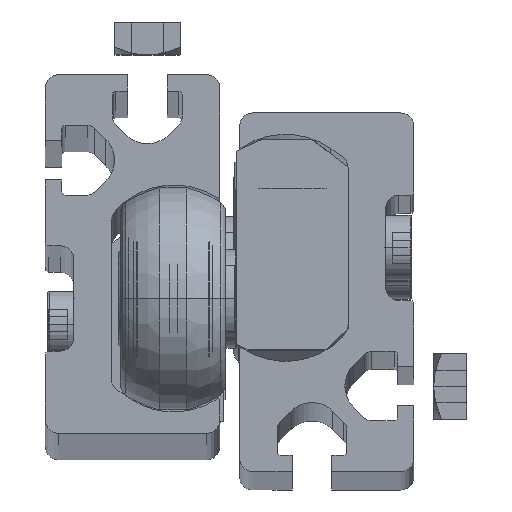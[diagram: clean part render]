
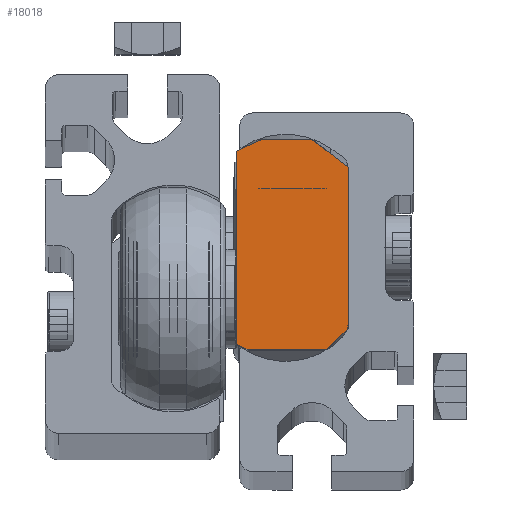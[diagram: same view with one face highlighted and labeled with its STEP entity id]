
A CAD part, top view. The second image highlights one B-rep face of the part: STEP entity #18018.
In plain terms, the highlighted face is planar.
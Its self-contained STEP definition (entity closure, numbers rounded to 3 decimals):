
#66 = CARTESIAN_POINT ( 'NONE',  ( -19., 14.681, -8.5 ) ) ;
#234 = CARTESIAN_POINT ( 'NONE',  ( -19., 12.203, 8.5 ) ) ;
#549 = EDGE_CURVE ( 'NONE', #4648, #5643, #14431, .T. ) ;
#819 = VECTOR ( 'NONE', #1653, 1000. ) ;
#883 = EDGE_CURVE ( 'NONE', #9908, #3102, #16728, .T. ) ;
#1651 = VECTOR ( 'NONE', #2394, 1000. ) ;
#1653 = DIRECTION ( 'NONE',  ( 0., 1., 0. ) ) ;
#1804 = PLANE ( 'NONE',  #19339 ) ;
#1902 = DIRECTION ( 'NONE',  ( -1., 0., 0. ) ) ;
#2089 = CARTESIAN_POINT ( 'NONE',  ( -19., 16.5, 3. ) ) ;
#2233 = ORIENTED_EDGE ( 'NONE', *, *, #20291, .T. ) ;
#2394 = DIRECTION ( 'NONE',  ( 0., 0., -1. ) ) ;
#2395 = EDGE_LOOP ( 'NONE', ( #19063, #16210, #12954, #2233, #2638, #7528, #11354, #16749 ) ) ;
#2578 = DIRECTION ( 'NONE',  ( 0., 0., 1. ) ) ;
#2638 = ORIENTED_EDGE ( 'NONE', *, *, #4482, .T. ) ;
#3102 = VERTEX_POINT ( 'NONE', #2089 ) ;
#3949 = CARTESIAN_POINT ( 'NONE',  ( -19., -15.5, 5.2 ) ) ;
#4150 = CARTESIAN_POINT ( 'NONE',  ( -19., -12.2, 8.5 ) ) ;
#4482 = EDGE_CURVE ( 'NONE', #14896, #6091, #14433, .T. ) ;
#4648 = VERTEX_POINT ( 'NONE', #4150 ) ;
#5130 = FACE_OUTER_BOUND ( 'NONE', #2395, .T. ) ;
#5194 = LINE ( 'NONE', #14631, #13739 ) ;
#5290 = DIRECTION ( 'NONE',  ( 0., -0.423, -0.906 ) ) ;
#5379 = CARTESIAN_POINT ( 'NONE',  ( -19., 12.203, 8.5 ) ) ;
#5556 = VECTOR ( 'NONE', #9136, 1000. ) ;
#5643 = VERTEX_POINT ( 'NONE', #234 ) ;
#6091 = VERTEX_POINT ( 'NONE', #14899 ) ;
#6427 = VECTOR ( 'NONE', #16389, 1000. ) ;
#7245 = LINE ( 'NONE', #10369, #14706 ) ;
#7393 = CARTESIAN_POINT ( 'NONE',  ( -19., -12.2, 8.5 ) ) ;
#7483 = LINE ( 'NONE', #3949, #1651 ) ;
#7528 = ORIENTED_EDGE ( 'NONE', *, *, #8303, .F. ) ;
#8303 = EDGE_CURVE ( 'NONE', #9686, #6091, #7483, .T. ) ;
#9136 = DIRECTION ( 'NONE',  ( 0., -0.707, -0.707 ) ) ;
#9686 = VERTEX_POINT ( 'NONE', #15611 ) ;
#9855 = DIRECTION ( 'NONE',  ( 0., -0.423, 0.906 ) ) ;
#9908 = VERTEX_POINT ( 'NONE', #17816 ) ;
#10369 = CARTESIAN_POINT ( 'NONE',  ( -19., 14.681, -8.5 ) ) ;
#10478 = EDGE_CURVE ( 'NONE', #5643, #3102, #14410, .T. ) ;
#10669 = CARTESIAN_POINT ( 'NONE',  ( -19., 16.5, -4.6 ) ) ;
#10894 = CARTESIAN_POINT ( 'NONE',  ( -19., -12.2, 8.5 ) ) ;
#10982 = EDGE_CURVE ( 'NONE', #4648, #9686, #16963, .T. ) ;
#11354 = ORIENTED_EDGE ( 'NONE', *, *, #10982, .F. ) ;
#12954 = ORIENTED_EDGE ( 'NONE', *, *, #15034, .T. ) ;
#13739 = VECTOR ( 'NONE', #5290, 1000. ) ;
#14355 = VECTOR ( 'NONE', #2578, 1000. ) ;
#14410 = LINE ( 'NONE', #5379, #6427 ) ;
#14431 = LINE ( 'NONE', #10894, #819 ) ;
#14433 = LINE ( 'NONE', #19451, #18605 ) ;
#14631 = CARTESIAN_POINT ( 'NONE',  ( -19., 16.5, -4.6 ) ) ;
#14706 = VECTOR ( 'NONE', #19751, 1000. ) ;
#14896 = VERTEX_POINT ( 'NONE', #15487 ) ;
#14899 = CARTESIAN_POINT ( 'NONE',  ( -19., -15.5, -6.7 ) ) ;
#15034 = EDGE_CURVE ( 'NONE', #9908, #20333, #5194, .T. ) ;
#15487 = CARTESIAN_POINT ( 'NONE',  ( -19., -14.661, -8.5 ) ) ;
#15611 = CARTESIAN_POINT ( 'NONE',  ( -19., -15.5, 5.2 ) ) ;
#16210 = ORIENTED_EDGE ( 'NONE', *, *, #883, .F. ) ;
#16389 = DIRECTION ( 'NONE',  ( 0., 0.616, -0.788 ) ) ;
#16728 = LINE ( 'NONE', #10669, #14355 ) ;
#16749 = ORIENTED_EDGE ( 'NONE', *, *, #549, .T. ) ;
#16963 = LINE ( 'NONE', #7393, #5556 ) ;
#17605 = DIRECTION ( 'NONE',  ( 0., 0., 1. ) ) ;
#17816 = CARTESIAN_POINT ( 'NONE',  ( -19., 16.5, -4.6 ) ) ;
#17820 = CARTESIAN_POINT ( 'NONE',  ( -19., 1.5, 22.2 ) ) ;
#18018 = ADVANCED_FACE ( 'NONE', ( #5130 ), #1804, .T. ) ;
#18605 = VECTOR ( 'NONE', #9855, 1000. ) ;
#19063 = ORIENTED_EDGE ( 'NONE', *, *, #10478, .T. ) ;
#19339 = AXIS2_PLACEMENT_3D ( 'NONE', #17820, #1902, #17605 ) ;
#19451 = CARTESIAN_POINT ( 'NONE',  ( -19., -14.661, -8.5 ) ) ;
#19751 = DIRECTION ( 'NONE',  ( 0., -1., 0. ) ) ;
#20291 = EDGE_CURVE ( 'NONE', #20333, #14896, #7245, .T. ) ;
#20333 = VERTEX_POINT ( 'NONE', #66 ) ;
